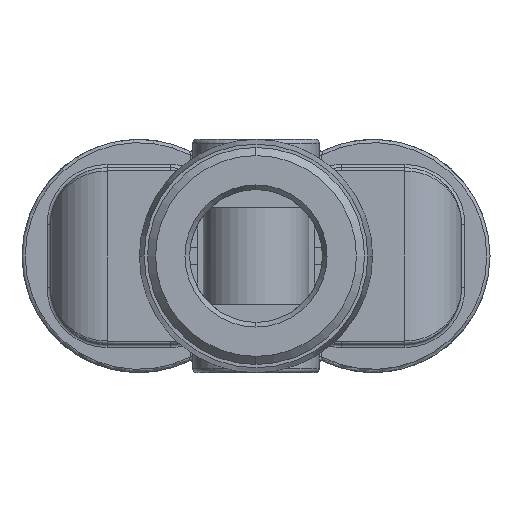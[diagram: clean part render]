
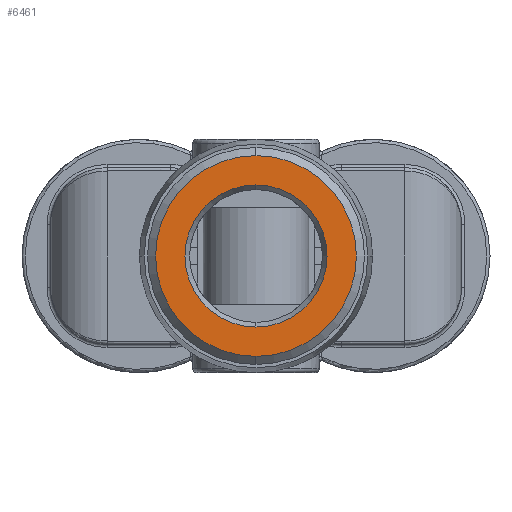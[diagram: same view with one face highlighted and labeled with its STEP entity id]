
A CAD part, front view. The second image highlights one B-rep face of the part: STEP entity #6461.
In plain terms, the highlighted planar face has unit normal (0, -1, 0).
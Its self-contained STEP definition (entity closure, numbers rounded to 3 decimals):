
#1813=CARTESIAN_POINT('',(0.,-5.7,0.));
#1814=DIRECTION('',(0.,-1.,0.));
#1815=DIRECTION('',(0.,0.,-1.));
#1816=AXIS2_PLACEMENT_3D('',#1813,#1814,#1815);
#1826=CARTESIAN_POINT('',(0.,-5.7,0.));
#1827=DIRECTION('',(0.,1.,0.));
#1828=DIRECTION('',(0.,0.,-1.));
#1829=AXIS2_PLACEMENT_3D('',#1826,#1827,#1828);
#1831=CARTESIAN_POINT('',(0.,-5.7,0.));
#1832=DIRECTION('',(0.,1.,0.));
#1833=DIRECTION('',(0.,0.,-1.));
#1834=AXIS2_PLACEMENT_3D('',#1831,#1832,#1833);
#1836=CARTESIAN_POINT('',(0.,-5.7,0.));
#1837=DIRECTION('',(0.,-1.,0.));
#1838=DIRECTION('',(0.,0.,-1.));
#1839=AXIS2_PLACEMENT_3D('',#1836,#1837,#1838);
#3260=CARTESIAN_POINT('',(0.,-5.7,-4.389));
#3262=VERTEX_POINT('',#3260);
#3263=CARTESIAN_POINT('',(0.,-5.7,-6.2));
#3265=VERTEX_POINT('',#3263);
#3274=CARTESIAN_POINT('',(0.,-5.7,4.389));
#3276=VERTEX_POINT('',#3274);
#3277=CARTESIAN_POINT('',(0.,-5.7,6.2));
#3279=VERTEX_POINT('',#3277);
#6446=CARTESIAN_POINT('',(0.,-5.7,0.));
#6447=DIRECTION('',(0.,-1.,0.));
#6448=DIRECTION('',(0.,0.,1.));
#6449=AXIS2_PLACEMENT_3D('',#6446,#6447,#6448);
#6450=PLANE('',#6449);
#6451=ORIENTED_EDGE('',*,*,#6425,.F.);
#6452=ORIENTED_EDGE('',*,*,#6441,.T.);
#6453=EDGE_LOOP('',(#6451,#6452));
#6454=FACE_OUTER_BOUND('',#6453,.F.);
#6456=ORIENTED_EDGE('',*,*,#6455,.F.);
#6458=ORIENTED_EDGE('',*,*,#6457,.T.);
#6459=EDGE_LOOP('',(#6456,#6458));
#6460=FACE_BOUND('',#6459,.F.);
#6461=ADVANCED_FACE('',(#6454,#6460),#6450,.T.);
#1817=CIRCLE('',#1816,6.2);
#1830=CIRCLE('',#1829,6.2);
#1835=CIRCLE('',#1834,4.389);
#1840=CIRCLE('',#1839,4.389);
#6425=EDGE_CURVE('',#3265,#3279,#1817,.T.);
#6441=EDGE_CURVE('',#3265,#3279,#1830,.T.);
#6455=EDGE_CURVE('',#3262,#3276,#1835,.T.);
#6457=EDGE_CURVE('',#3262,#3276,#1840,.T.);
